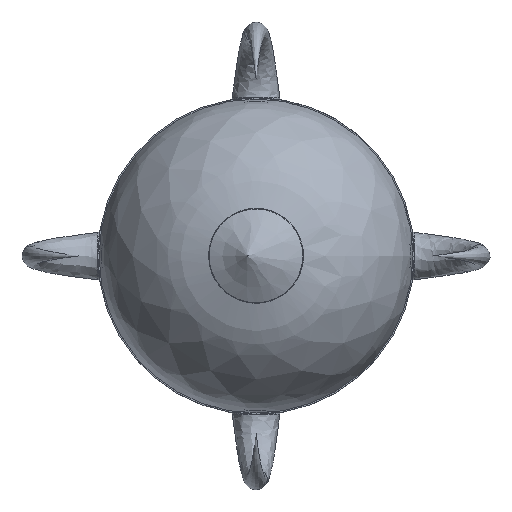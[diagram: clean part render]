
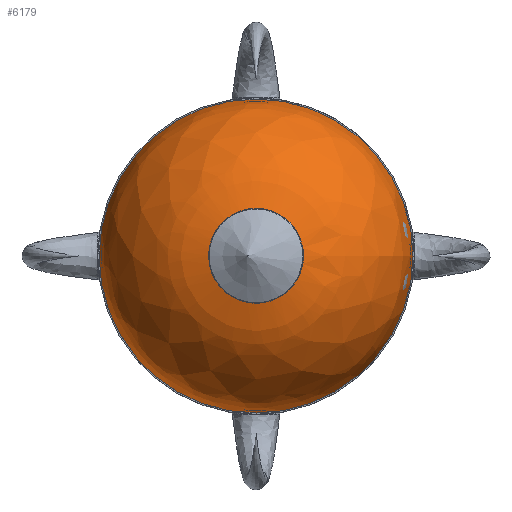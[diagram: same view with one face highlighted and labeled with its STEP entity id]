
A CAD part, top view. The second image highlights one B-rep face of the part: STEP entity #6179.
In plain terms, the highlighted free-form (B-spline) face has degree [2, 2] with [3, 9] control points.
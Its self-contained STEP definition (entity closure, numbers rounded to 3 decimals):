
#37=(
BOUNDED_SURFACE()
B_SPLINE_SURFACE(2,2,((#11253,#11254,#11255,#11256,#11257,#11258,#11259,
#11260,#11261),(#11262,#11263,#11264,#11265,#11266,#11267,#11268,#11269,
#11270),(#11271,#11272,#11273,#11274,#11275,#11276,#11277,#11278,#11279)),
 .UNSPECIFIED.,.F.,.T.,.F.)
B_SPLINE_SURFACE_WITH_KNOTS((3,3),(3,2,2,2,3),(-1.362,-0.065),
(-3.142,-1.571,0.,1.571,3.142),
 .UNSPECIFIED.)
GEOMETRIC_REPRESENTATION_ITEM()
RATIONAL_B_SPLINE_SURFACE(((1.,0.707,1.,0.707,1.,
0.707,1.,0.707,1.),(0.797,0.564,
0.797,0.564,0.797,0.564,
0.797,0.564,0.797),(1.,0.707,
1.,0.707,1.,0.707,1.,0.707,1.)))
REPRESENTATION_ITEM('')
SURFACE()
);
#1694=FACE_OUTER_BOUND('',#2121,.T.);
#2121=EDGE_LOOP('',(#5217,#5218,#5219,#5220,#5221));
#2385=CIRCLE('',#6729,49.6);
#2386=CIRCLE('',#6730,43.79);
#2387=CIRCLE('',#6731,15.);
#2388=CIRCLE('',#6732,15.);
#2970=VERTEX_POINT('',#11280);
#2971=VERTEX_POINT('',#11282);
#2972=VERTEX_POINT('',#11284);
#3743=EDGE_CURVE('',#2970,#2970,#2385,.T.);
#3744=EDGE_CURVE('',#2970,#2971,#2386,.T.);
#3745=EDGE_CURVE('',#2971,#2972,#2387,.T.);
#3746=EDGE_CURVE('',#2972,#2971,#2388,.T.);
#5217=ORIENTED_EDGE('',*,*,#3743,.F.);
#5218=ORIENTED_EDGE('',*,*,#3744,.T.);
#5219=ORIENTED_EDGE('',*,*,#3745,.T.);
#5220=ORIENTED_EDGE('',*,*,#3746,.T.);
#5221=ORIENTED_EDGE('',*,*,#3744,.F.);
#6179=ADVANCED_FACE('',(#1694),#37,.F.);
#6729=AXIS2_PLACEMENT_3D('',#11281,#8130,#8131);
#6730=AXIS2_PLACEMENT_3D('',#11283,#8132,#8133);
#6731=AXIS2_PLACEMENT_3D('',#11285,#8134,#8135);
#6732=AXIS2_PLACEMENT_3D('',#11286,#8136,#8137);
#8130=DIRECTION('center_axis',(0.,0.,-1.));
#8131=DIRECTION('ref_axis',(1.,0.,0.));
#8132=DIRECTION('center_axis',(0.,-1.,0.));
#8133=DIRECTION('ref_axis',(1.,0.,0.));
#8134=DIRECTION('center_axis',(0.,0.,-1.));
#8135=DIRECTION('ref_axis',(1.,0.,0.));
#8136=DIRECTION('center_axis',(0.,0.,-1.));
#8137=DIRECTION('ref_axis',(1.,0.,0.));
#11253=CARTESIAN_POINT('Ctrl Pts',(15.,0.,200.));
#11254=CARTESIAN_POINT('Ctrl Pts',(15.,-15.,200.));
#11255=CARTESIAN_POINT('Ctrl Pts',(0.,-15.,200.));
#11256=CARTESIAN_POINT('Ctrl Pts',(-15.,-15.,200.));
#11257=CARTESIAN_POINT('Ctrl Pts',(-15.,0.,200.));
#11258=CARTESIAN_POINT('Ctrl Pts',(-15.,15.,200.));
#11259=CARTESIAN_POINT('Ctrl Pts',(0.,15.,200.));
#11260=CARTESIAN_POINT('Ctrl Pts',(15.,15.,200.));
#11261=CARTESIAN_POINT('Ctrl Pts',(15.,0.,200.));
#11262=CARTESIAN_POINT('Ctrl Pts',(47.453,0.,193.107));
#11263=CARTESIAN_POINT('Ctrl Pts',(47.453,-47.453,193.107));
#11264=CARTESIAN_POINT('Ctrl Pts',(0.,-47.453,
193.107));
#11265=CARTESIAN_POINT('Ctrl Pts',(-47.453,-47.453,
193.107));
#11266=CARTESIAN_POINT('Ctrl Pts',(-47.453,0.,193.107));
#11267=CARTESIAN_POINT('Ctrl Pts',(-47.453,47.453,193.107));
#11268=CARTESIAN_POINT('Ctrl Pts',(0.,47.453,
193.107));
#11269=CARTESIAN_POINT('Ctrl Pts',(47.453,47.453,193.107));
#11270=CARTESIAN_POINT('Ctrl Pts',(47.453,0.,193.107));
#11271=CARTESIAN_POINT('Ctrl Pts',(49.6,0.,160.));
#11272=CARTESIAN_POINT('Ctrl Pts',(49.6,-49.6,160.));
#11273=CARTESIAN_POINT('Ctrl Pts',(0.,-49.6,160.));
#11274=CARTESIAN_POINT('Ctrl Pts',(-49.6,-49.6,160.));
#11275=CARTESIAN_POINT('Ctrl Pts',(-49.6,0.,160.));
#11276=CARTESIAN_POINT('Ctrl Pts',(-49.6,49.6,160.));
#11277=CARTESIAN_POINT('Ctrl Pts',(0.,49.6,160.));
#11278=CARTESIAN_POINT('Ctrl Pts',(49.6,49.6,160.));
#11279=CARTESIAN_POINT('Ctrl Pts',(49.6,0.,160.));
#11280=CARTESIAN_POINT('',(49.6,0.,160.));
#11281=CARTESIAN_POINT('Origin',(0.,0.,160.));
#11282=CARTESIAN_POINT('',(15.,0.,200.));
#11283=CARTESIAN_POINT('Origin',(5.902,0.,
157.166));
#11284=CARTESIAN_POINT('',(-15.,0.,200.));
#11285=CARTESIAN_POINT('Origin',(0.,0.,200.));
#11286=CARTESIAN_POINT('Origin',(0.,0.,200.));
